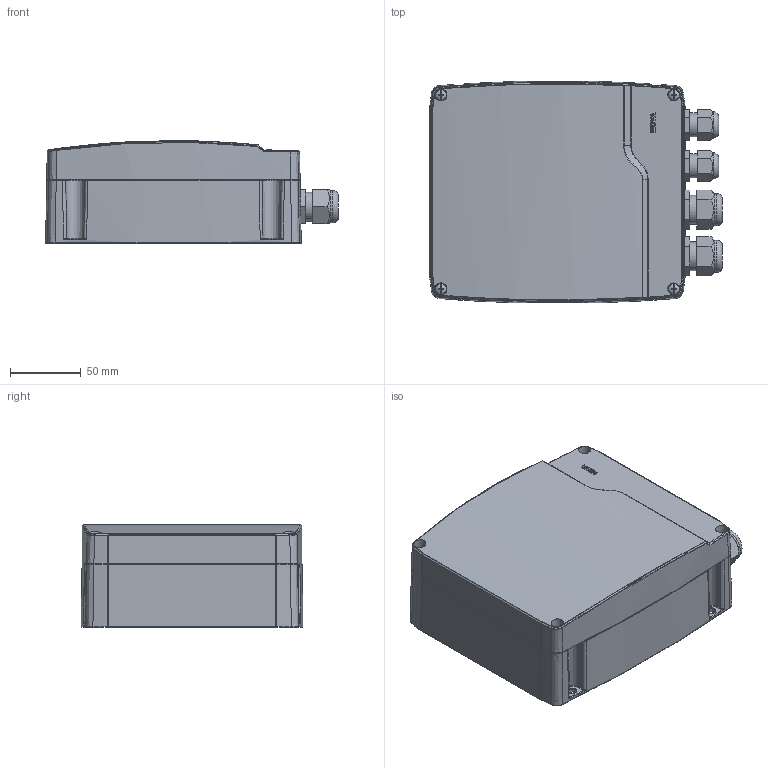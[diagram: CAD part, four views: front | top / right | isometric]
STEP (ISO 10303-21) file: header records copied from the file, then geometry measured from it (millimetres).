
FILE_DESCRIPTION((''),'2;1');
FILE_NAME('Assembly Nova 200W Solid.stp','2020-06-10T10:01:18',('pm'),(''),'Autodesk Inventor 2013','Autodesk Inventor 2013','');
FILE_SCHEMA(('CONFIG_CONTROL_DESIGN'));
Length unit declared in the file: millimetre
Products named in the file (6): Assembly Nova Solid; 86-0229 Bottom Solid; 86-0228 Cover Solid; 97-0251 Screw M4x20; 85-3115 Cable gland M20; 85-3114 Cable gland M16
Assembly tree (10 placements, depth 2):
  Assembly Nova Solid
    86-0229 Bottom Solid
    86-0228 Cover Solid
    97-0251 Screw M4x20  x4
    85-3115 Cable gland M20  x2
    85-3114 Cable gland M16  x2
Bounding box: 207.28 x 157.14 x 72.79 mm (x, y, z)
Volume: 1928587.7 mm3; surface area: 182176.8 mm2
Topology: 10 solids, 10 shells, 722 faces, 1688 edges, 1036 vertices
Faces by surface type: plane 253, bspline 205, cylinder 96, torus 84, cone 76, sphere 8
Full cylindrical faces by diameter (mm): 3.242 x4, 3.5 x4, 4 x4, 8.3 x2, 9.9 x2, 10.3 x4, 11.5 x2, 13.5 x2, 13.8 x2, 14.7 x4, 16 x2, 17 x2, 18.5 x2, 20 x2, 20.3 x2, 22.8 x2
Entity records: 20071 total; most frequent: CARTESIAN_POINT 8447, ORIENTED_EDGE 2434, DIRECTION 2032, EDGE_CURVE 1217, AXIS2_PLACEMENT_3D 853, VERTEX_POINT 787, EDGE_LOOP 722, FACE_OUTER_BOUND 569
